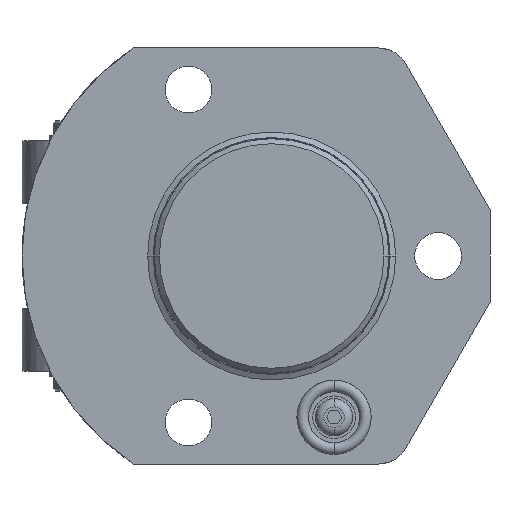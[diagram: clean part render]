
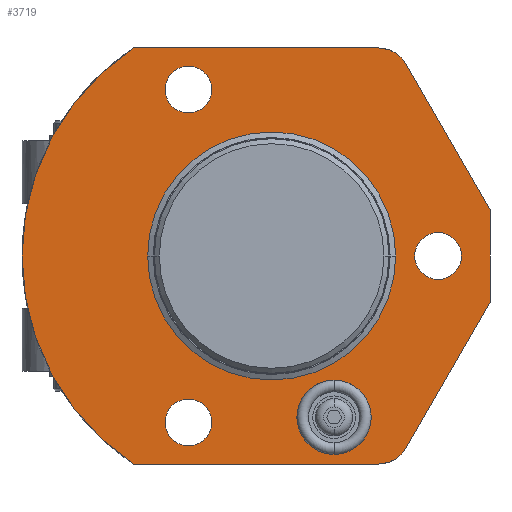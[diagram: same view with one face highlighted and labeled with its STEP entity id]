
A CAD part, front view. The second image highlights one B-rep face of the part: STEP entity #3719.
In plain terms, the highlighted planar face has unit normal (0, -1, 0).
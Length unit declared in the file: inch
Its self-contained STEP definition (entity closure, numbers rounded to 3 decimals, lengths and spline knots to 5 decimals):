
#901=CARTESIAN_POINT('',(0.,0.,0.));
#902=DIRECTION('',(0.,-1.,0.));
#903=DIRECTION('',(-0.553,0.,0.833));
#904=AXIS2_PLACEMENT_3D('',#901,#902,#903);
#1029=CARTESIAN_POINT('',(0.,0.,0.));
#1030=DIRECTION('',(0.,1.,0.));
#1031=DIRECTION('',(1.,0.,0.));
#1032=AXIS2_PLACEMENT_3D('',#1029,#1030,#1031);
#1034=CARTESIAN_POINT('',(0.,0.,0.));
#1035=DIRECTION('',(0.,1.,0.));
#1036=DIRECTION('',(-1.,0.,0.));
#1037=AXIS2_PLACEMENT_3D('',#1034,#1035,#1036);
#1039=CARTESIAN_POINT('',(1.,0.,0.));
#1040=DIRECTION('',(0.,-1.,0.));
#1041=DIRECTION('',(1.,0.,0.));
#1042=AXIS2_PLACEMENT_3D('',#1039,#1040,#1041);
#1044=CARTESIAN_POINT('',(1.,0.,0.));
#1045=DIRECTION('',(0.,-1.,0.));
#1046=DIRECTION('',(-1.,0.,0.));
#1047=AXIS2_PLACEMENT_3D('',#1044,#1045,#1046);
#1049=CARTESIAN_POINT('',(-0.5,0.,1.));
#1050=DIRECTION('',(0.,-1.,0.));
#1051=DIRECTION('',(1.,0.,0.));
#1052=AXIS2_PLACEMENT_3D('',#1049,#1050,#1051);
#1054=CARTESIAN_POINT('',(-0.5,0.,1.));
#1055=DIRECTION('',(0.,-1.,0.));
#1056=DIRECTION('',(-1.,0.,0.));
#1057=AXIS2_PLACEMENT_3D('',#1054,#1055,#1056);
#1059=CARTESIAN_POINT('',(-0.5,0.,-1.));
#1060=DIRECTION('',(0.,-1.,0.));
#1061=DIRECTION('',(1.,0.,0.));
#1062=AXIS2_PLACEMENT_3D('',#1059,#1060,#1061);
#1064=CARTESIAN_POINT('',(-0.5,0.,-1.));
#1065=DIRECTION('',(0.,-1.,0.));
#1066=DIRECTION('',(-1.,0.,0.));
#1067=AXIS2_PLACEMENT_3D('',#1064,#1065,#1066);
#1069=CARTESIAN_POINT('',(0.375,0.,-0.969));
#1070=DIRECTION('',(0.,-1.,0.));
#1071=DIRECTION('',(-1.,0.,0.));
#1072=AXIS2_PLACEMENT_3D('',#1069,#1070,#1071);
#1074=CARTESIAN_POINT('',(0.375,0.,-0.969));
#1075=DIRECTION('',(0.,-1.,0.));
#1076=DIRECTION('',(1.,0.,0.));
#1077=AXIS2_PLACEMENT_3D('',#1074,#1075,#1076);
#1079=DIRECTION('',(-0.5,0.,0.866));
#1080=VECTOR('',#1079,1.0143);
#1081=CARTESIAN_POINT('',(1.312,0.,0.27659));
#1082=LINE('',#1081,#1080);
#1083=DIRECTION('',(0.,0.,1.));
#1084=VECTOR('',#1083,0.55317);
#1085=CARTESIAN_POINT('',(1.312,0.,-0.27659));
#1086=LINE('',#1085,#1084);
#1087=DIRECTION('',(0.5,0.,0.866));
#1088=VECTOR('',#1087,1.0143);
#1089=CARTESIAN_POINT('',(0.80485,0.,-1.155));
#1090=LINE('',#1089,#1088);
#1091=DIRECTION('',(1.,0.,0.));
#1092=VECTOR('',#1091,1.46946);
#1093=CARTESIAN_POINT('',(-0.82916,0.,-1.25));
#1094=LINE('',#1093,#1092);
#1095=DIRECTION('',(1.,0.,0.));
#1096=VECTOR('',#1095,1.46946);
#1097=CARTESIAN_POINT('',(-0.82916,0.,1.25));
#1098=LINE('',#1097,#1096);
#1396=CARTESIAN_POINT('',(0.6403,0.,-1.06));
#1397=DIRECTION('',(0.,-1.,0.));
#1398=DIRECTION('',(0.,0.,-1.));
#1399=AXIS2_PLACEMENT_3D('',#1396,#1397,#1398);
#1562=CARTESIAN_POINT('',(0.6403,0.,1.06));
#1563=DIRECTION('',(0.,-1.,0.));
#1564=DIRECTION('',(0.866,0.,0.5));
#1565=AXIS2_PLACEMENT_3D('',#1562,#1563,#1564);
#2099=CARTESIAN_POINT('',(-0.82916,0.,1.25));
#2100=CARTESIAN_POINT('',(-0.82916,0.,-1.25));
#2101=VERTEX_POINT('',#2099);
#2102=VERTEX_POINT('',#2100);
#2103=CARTESIAN_POINT('',(1.312,0.,-0.27659));
#2104=CARTESIAN_POINT('',(1.312,0.,0.27659));
#2105=VERTEX_POINT('',#2103);
#2106=VERTEX_POINT('',#2104);
#2107=CARTESIAN_POINT('',(1.1405,0.,0.));
#2108=CARTESIAN_POINT('',(0.8595,0.,0.));
#2109=VERTEX_POINT('',#2107);
#2110=VERTEX_POINT('',#2108);
#2123=CARTESIAN_POINT('',(-0.3595,0.,-1.));
#2124=CARTESIAN_POINT('',(-0.6405,0.,-1.));
#2125=VERTEX_POINT('',#2123);
#2126=VERTEX_POINT('',#2124);
#2131=CARTESIAN_POINT('',(-0.3595,0.,1.));
#2132=CARTESIAN_POINT('',(-0.6405,0.,1.));
#2133=VERTEX_POINT('',#2131);
#2134=VERTEX_POINT('',#2132);
#2184=CARTESIAN_POINT('',(0.15175,0.,-0.969));
#2185=CARTESIAN_POINT('',(0.59825,0.,-0.969));
#2186=VERTEX_POINT('',#2184);
#2187=VERTEX_POINT('',#2185);
#2188=CARTESIAN_POINT('',(0.6403,0.,1.25));
#2190=VERTEX_POINT('',#2188);
#2193=CARTESIAN_POINT('',(0.80485,0.,1.155));
#2194=VERTEX_POINT('',#2193);
#2195=CARTESIAN_POINT('',(0.80485,0.,-1.155));
#2197=VERTEX_POINT('',#2195);
#2200=CARTESIAN_POINT('',(0.6403,0.,-1.25));
#2201=VERTEX_POINT('',#2200);
#2206=CARTESIAN_POINT('',(0.705,0.,0.));
#2207=CARTESIAN_POINT('',(-0.705,0.,0.));
#2208=VERTEX_POINT('',#2206);
#2209=VERTEX_POINT('',#2207);
#3669=CARTESIAN_POINT('',(0.,0.,0.));
#3670=DIRECTION('',(0.,-1.,0.));
#3671=DIRECTION('',(1.,0.,0.));
#3672=AXIS2_PLACEMENT_3D('',#3669,#3670,#3671);
#3673=PLANE('',#3672);
#3675=ORIENTED_EDGE('',*,*,#3674,.F.);
#3677=ORIENTED_EDGE('',*,*,#3676,.F.);
#3679=ORIENTED_EDGE('',*,*,#3678,.F.);
#3681=ORIENTED_EDGE('',*,*,#3680,.F.);
#3683=ORIENTED_EDGE('',*,*,#3682,.F.);
#3685=ORIENTED_EDGE('',*,*,#3684,.F.);
#3686=ORIENTED_EDGE('',*,*,#3552,.F.);
#3688=ORIENTED_EDGE('',*,*,#3687,.T.);
#3689=EDGE_LOOP('',(#3675,#3677,#3679,#3681,#3683,#3685,#3686,#3688));
#3690=FACE_OUTER_BOUND('',#3689,.F.);
#3691=ORIENTED_EDGE('',*,*,#3649,.T.);
#3692=ORIENTED_EDGE('',*,*,#3663,.T.);
#3693=EDGE_LOOP('',(#3691,#3692));
#3694=FACE_BOUND('',#3693,.F.);
#3696=ORIENTED_EDGE('',*,*,#3695,.T.);
#3698=ORIENTED_EDGE('',*,*,#3697,.T.);
#3699=EDGE_LOOP('',(#3696,#3698));
#3700=FACE_BOUND('',#3699,.F.);
#3702=ORIENTED_EDGE('',*,*,#3701,.T.);
#3704=ORIENTED_EDGE('',*,*,#3703,.T.);
#3705=EDGE_LOOP('',(#3702,#3704));
#3706=FACE_BOUND('',#3705,.F.);
#3708=ORIENTED_EDGE('',*,*,#3707,.T.);
#3710=ORIENTED_EDGE('',*,*,#3709,.T.);
#3711=EDGE_LOOP('',(#3708,#3710));
#3712=FACE_BOUND('',#3711,.F.);
#3714=ORIENTED_EDGE('',*,*,#3713,.F.);
#3716=ORIENTED_EDGE('',*,*,#3715,.F.);
#3717=EDGE_LOOP('',(#3714,#3716));
#3718=FACE_BOUND('',#3717,.F.);
#905=CIRCLE('',#904,1.5);
#1033=CIRCLE('',#1032,0.705);
#1038=CIRCLE('',#1037,0.705);
#1043=CIRCLE('',#1042,0.1405);
#1048=CIRCLE('',#1047,0.1405);
#1053=CIRCLE('',#1052,0.1405);
#1058=CIRCLE('',#1057,0.1405);
#1063=CIRCLE('',#1062,0.1405);
#1068=CIRCLE('',#1067,0.1405);
#1073=CIRCLE('',#1072,0.22325);
#1078=CIRCLE('',#1077,0.22325);
#1400=CIRCLE('',#1399,0.19);
#1566=CIRCLE('',#1565,0.19);
#3552=EDGE_CURVE('',#2101,#2102,#905,.T.);
#3649=EDGE_CURVE('',#2109,#2110,#1043,.T.);
#3663=EDGE_CURVE('',#2110,#2109,#1048,.T.);
#3674=EDGE_CURVE('',#2194,#2190,#1566,.T.);
#3676=EDGE_CURVE('',#2106,#2194,#1082,.T.);
#3678=EDGE_CURVE('',#2105,#2106,#1086,.T.);
#3680=EDGE_CURVE('',#2197,#2105,#1090,.T.);
#3682=EDGE_CURVE('',#2201,#2197,#1400,.T.);
#3684=EDGE_CURVE('',#2102,#2201,#1094,.T.);
#3687=EDGE_CURVE('',#2101,#2190,#1098,.T.);
#3695=EDGE_CURVE('',#2133,#2134,#1053,.T.);
#3697=EDGE_CURVE('',#2134,#2133,#1058,.T.);
#3701=EDGE_CURVE('',#2125,#2126,#1063,.T.);
#3703=EDGE_CURVE('',#2126,#2125,#1068,.T.);
#3707=EDGE_CURVE('',#2186,#2187,#1073,.T.);
#3709=EDGE_CURVE('',#2187,#2186,#1078,.T.);
#3713=EDGE_CURVE('',#2208,#2209,#1033,.T.);
#3715=EDGE_CURVE('',#2209,#2208,#1038,.T.);
#3719=ADVANCED_FACE('',(#3690,#3694,#3700,#3706,#3712,#3718),#3673,.T.);
